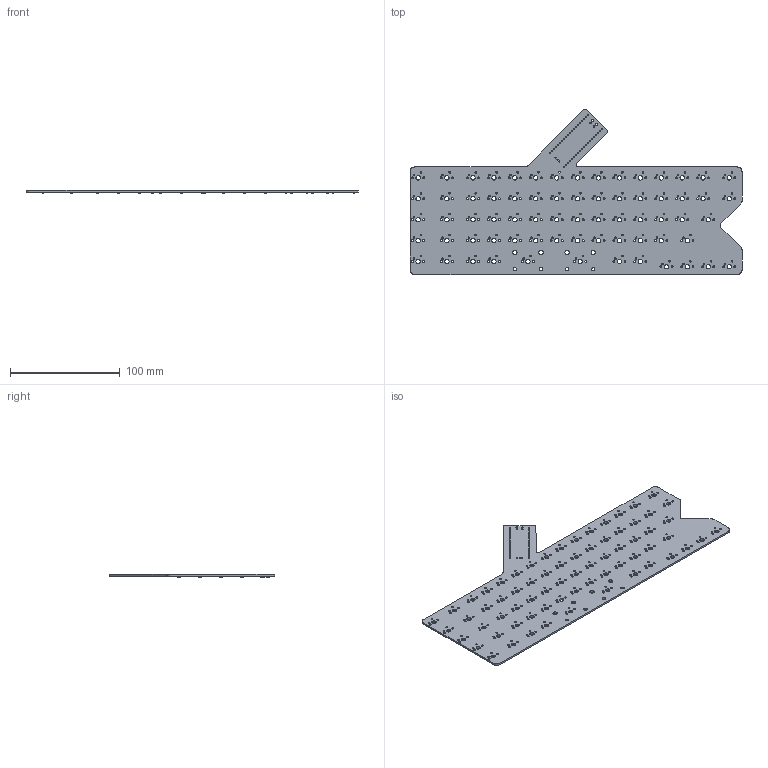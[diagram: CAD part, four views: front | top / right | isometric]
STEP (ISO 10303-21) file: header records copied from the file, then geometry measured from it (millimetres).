
FILE_DESCRIPTION(('KiCad electronic assembly'),'2;1');
FILE_NAME('small-fry-pcb.step','2024-11-24T13:03:57',('Pcbnew'),('Kicad' ),'Open CASCADE STEP processor 7.8','KiCad to STEP converter', 'Unknown');
FILE_SCHEMA(('AUTOMOTIVE_DESIGN { 1 0 10303 214 1 1 1 1 }'));
Length unit declared in the file: millimetre
Products named in the file (4): small-fry-pcb 1; D_SOD-123; D_SOD_123; small-fry-pcb_PCB
Assembly tree (71 placements, depth 3):
  small-fry-pcb 1
    D_SOD-123  x69
      D_SOD_123
    small-fry-pcb_PCB
Bounding box: 302.4 x 150.45 x 2.9 mm (x, y, z)
Volume: 47392.4 mm3; surface area: 65725.7 mm2
Topology: 70 solids, 70 shells, 5380 faces, 13029 edges, 7858 vertices
Faces by surface type: plane 2634, bspline 1794, cylinder 952
Full cylindrical faces by diameter (mm): 1.02 x43, 1.5 x2, 1.524 x138, 1.702 x4, 1.75 x134, 1.8 x2, 3.048 x4, 3.988 x73
Entity records: 30229 total; most frequent: CARTESIAN_POINT 5029, DIRECTION 4945, ORIENTED_EDGE 4842, EDGE_CURVE 2421, AXIS2_PLACEMENT_3D 1686, FACE_BOUND 1625, EDGE_LOOP 1625, VERTEX_POINT 1602
